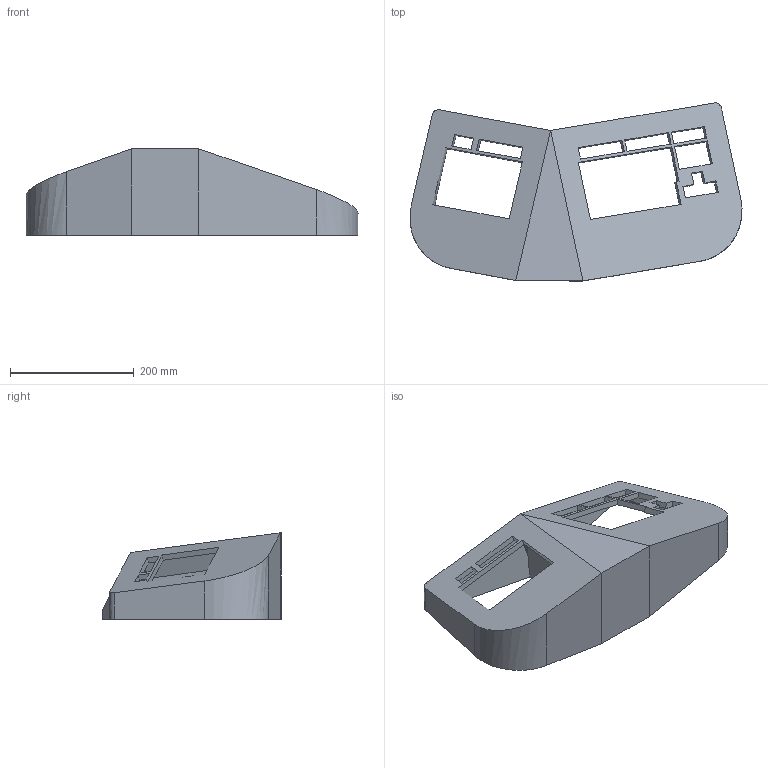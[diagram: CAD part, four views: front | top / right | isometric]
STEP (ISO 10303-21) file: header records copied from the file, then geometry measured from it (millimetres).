
FILE_DESCRIPTION(('FreeCAD Model'),'2;1');
FILE_NAME('tmpvhXZub','2018-06-30T01:10:21',('FreeCAD'),('FreeCAD') ,'Open CASCADE STEP processor 7.2','FreeCAD','Unknown');
FILE_SCHEMA(('AUTOMOTIVE_DESIGN { 1 0 10303 214 1 1 1 1 }'));
Length unit declared in the file: millimetre
Products named in the file (1): Open CASCADE STEP translator 7.2 1
Bounding box: 537.02 x 288.26 x 140 mm (x, y, z)
Volume: 5927430 mm3; surface area: 425983.3 mm2
Topology: 1 solids, 1 shells, 233 faces, 683 edges, 454 vertices
Faces by surface type: plane 229, extrusion 4
Entity records: 16691 total; most frequent: CARTESIAN_POINT 3506, DIRECTION 2233, VECTOR 1753, LINE 1749, ORIENTED_EDGE 1366, PCURVE 1366, DEFINITIONAL_REPRESENTATION 1366, EDGE_CURVE 683
